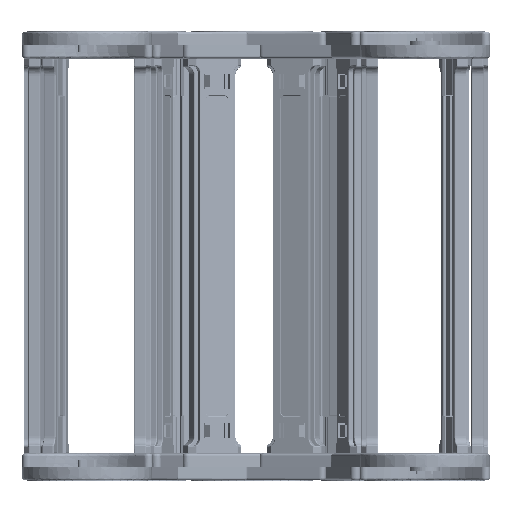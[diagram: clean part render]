
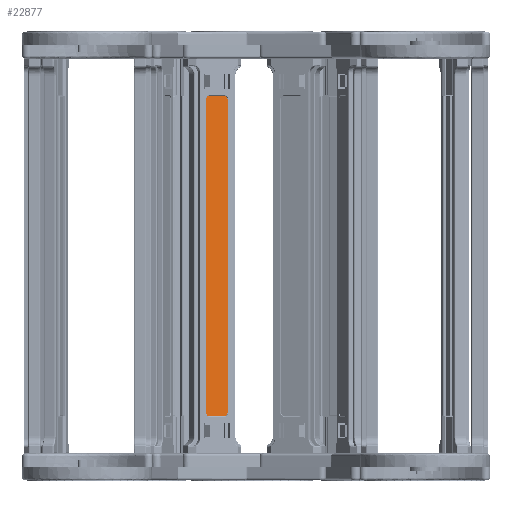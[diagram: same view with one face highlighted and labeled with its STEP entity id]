
A CAD part, left-side view. The second image highlights one B-rep face of the part: STEP entity #22877.
In plain terms, the highlighted face is planar.
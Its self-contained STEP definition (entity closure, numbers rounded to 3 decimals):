
#857 = EDGE_CURVE ( 'NONE', #2772, #28058, #30786, .T. ) ;
#1759 = CARTESIAN_POINT ( 'NONE',  ( -72.692, 199.948, 157.524 ) ) ;
#2772 = VERTEX_POINT ( 'NONE', #33656 ) ;
#2902 = LINE ( 'NONE', #10528, #33006 ) ;
#2935 = AXIS2_PLACEMENT_3D ( 'NONE', #6173, #26195, #8755 ) ;
#3979 = EDGE_CURVE ( 'NONE', #33252, #2772, #30635, .T. ) ;
#4285 = CARTESIAN_POINT ( 'NONE',  ( -65.756, 199.948, 157.524 ) ) ;
#5600 = ORIENTED_EDGE ( 'NONE', *, *, #857, .T. ) ;
#5770 = DIRECTION ( 'NONE',  ( 0., -1., 0. ) ) ;
#6116 = VECTOR ( 'NONE', #32760, 1000. ) ;
#6173 = CARTESIAN_POINT ( 'NONE',  ( -72.692, 199.948, 16.908 ) ) ;
#6422 = VECTOR ( 'NONE', #20633, 1000. ) ;
#7099 = CARTESIAN_POINT ( 'NONE',  ( -74.63, 199.948, 16.908 ) ) ;
#8409 = LINE ( 'NONE', #12906, #6116 ) ;
#8710 = EDGE_CURVE ( 'NONE', #33252, #12159, #12606, .T. ) ;
#8755 = DIRECTION ( 'NONE',  ( 0., 0., -1. ) ) ;
#9559 = EDGE_CURVE ( 'NONE', #17237, #33772, #8409, .T. ) ;
#10528 = CARTESIAN_POINT ( 'NONE',  ( -72.692, 199.948, 14.97 ) ) ;
#10666 = DIRECTION ( 'NONE',  ( 1., 0., 0. ) ) ;
#10784 = DIRECTION ( 'NONE',  ( 1., 0., 0. ) ) ;
#11182 = CARTESIAN_POINT ( 'NONE',  ( -65.756, 199.948, 16.908 ) ) ;
#11380 = ORIENTED_EDGE ( 'NONE', *, *, #27437, .F. ) ;
#11431 = DIRECTION ( 'NONE',  ( 0., 0., 1. ) ) ;
#12159 = VERTEX_POINT ( 'NONE', #19465 ) ;
#12501 = EDGE_LOOP ( 'NONE', ( #27601, #24523, #11380, #25162, #32215, #5600, #27964, #18516 ) ) ;
#12606 = CIRCLE ( 'NONE', #2935, 1.938 ) ;
#12906 = CARTESIAN_POINT ( 'NONE',  ( -63.818, 199.948, 150.786 ) ) ;
#14504 = EDGE_CURVE ( 'NONE', #28058, #17274, #24684, .T. ) ;
#15904 = CIRCLE ( 'NONE', #20099, 1.938 ) ;
#17073 = DIRECTION ( 'NONE',  ( 0., 0., 1. ) ) ;
#17237 = VERTEX_POINT ( 'NONE', #33869 ) ;
#17274 = VERTEX_POINT ( 'NONE', #4285 ) ;
#18516 = ORIENTED_EDGE ( 'NONE', *, *, #30437, .T. ) ;
#19465 = CARTESIAN_POINT ( 'NONE',  ( -72.692, 199.948, 14.97 ) ) ;
#20099 = AXIS2_PLACEMENT_3D ( 'NONE', #11182, #5770, #34472 ) ;
#20633 = DIRECTION ( 'NONE',  ( 0., 0., 1. ) ) ;
#21046 = DIRECTION ( 'NONE',  ( 0., 0., 1. ) ) ;
#21050 = VECTOR ( 'NONE', #10784, 1000. ) ;
#21370 = FACE_OUTER_BOUND ( 'NONE', #12501, .T. ) ;
#22641 = CARTESIAN_POINT ( 'NONE',  ( -65.756, 199.948, 155.586 ) ) ;
#22833 = EDGE_CURVE ( 'NONE', #23494, #33772, #15904, .T. ) ;
#22877 = ADVANCED_FACE ( 'NONE', ( #21370 ), #34856, .T. ) ;
#23494 = VERTEX_POINT ( 'NONE', #28396 ) ;
#24335 = DIRECTION ( 'NONE',  ( 0., 1., 0. ) ) ;
#24523 = ORIENTED_EDGE ( 'NONE', *, *, #22833, .F. ) ;
#24684 = LINE ( 'NONE', #28082, #21050 ) ;
#25097 = AXIS2_PLACEMENT_3D ( 'NONE', #22641, #28643, #17073 ) ;
#25162 = ORIENTED_EDGE ( 'NONE', *, *, #8710, .F. ) ;
#26195 = DIRECTION ( 'NONE',  ( 0., -1., 0. ) ) ;
#26992 = AXIS2_PLACEMENT_3D ( 'NONE', #33002, #24335, #21046 ) ;
#27106 = CIRCLE ( 'NONE', #25097, 1.938 ) ;
#27437 = EDGE_CURVE ( 'NONE', #12159, #23494, #2902, .T. ) ;
#27601 = ORIENTED_EDGE ( 'NONE', *, *, #9559, .T. ) ;
#27890 = AXIS2_PLACEMENT_3D ( 'NONE', #31910, #37667, #11431 ) ;
#27964 = ORIENTED_EDGE ( 'NONE', *, *, #14504, .T. ) ;
#28058 = VERTEX_POINT ( 'NONE', #1759 ) ;
#28082 = CARTESIAN_POINT ( 'NONE',  ( -72.692, 199.948, 157.524 ) ) ;
#28396 = CARTESIAN_POINT ( 'NONE',  ( -65.756, 199.948, 14.97 ) ) ;
#28643 = DIRECTION ( 'NONE',  ( 0., 1., 0. ) ) ;
#29183 = CARTESIAN_POINT ( 'NONE',  ( -74.63, 199.948, 150.786 ) ) ;
#30437 = EDGE_CURVE ( 'NONE', #17274, #17237, #27106, .T. ) ;
#30635 = LINE ( 'NONE', #29183, #6422 ) ;
#30786 = CIRCLE ( 'NONE', #26992, 1.938 ) ;
#31910 = CARTESIAN_POINT ( 'NONE',  ( -72.692, 199.948, 150.786 ) ) ;
#32215 = ORIENTED_EDGE ( 'NONE', *, *, #3979, .T. ) ;
#32760 = DIRECTION ( 'NONE',  ( 0., 0., -1. ) ) ;
#33002 = CARTESIAN_POINT ( 'NONE',  ( -72.692, 199.948, 155.586 ) ) ;
#33006 = VECTOR ( 'NONE', #10666, 1000. ) ;
#33252 = VERTEX_POINT ( 'NONE', #7099 ) ;
#33656 = CARTESIAN_POINT ( 'NONE',  ( -74.63, 199.948, 155.586 ) ) ;
#33772 = VERTEX_POINT ( 'NONE', #35609 ) ;
#33869 = CARTESIAN_POINT ( 'NONE',  ( -63.818, 199.948, 155.586 ) ) ;
#34472 = DIRECTION ( 'NONE',  ( 0., 0., -1. ) ) ;
#34856 = PLANE ( 'NONE',  #27890 ) ;
#35609 = CARTESIAN_POINT ( 'NONE',  ( -63.818, 199.948, 16.908 ) ) ;
#37667 = DIRECTION ( 'NONE',  ( 0., 1., 0. ) ) ;
